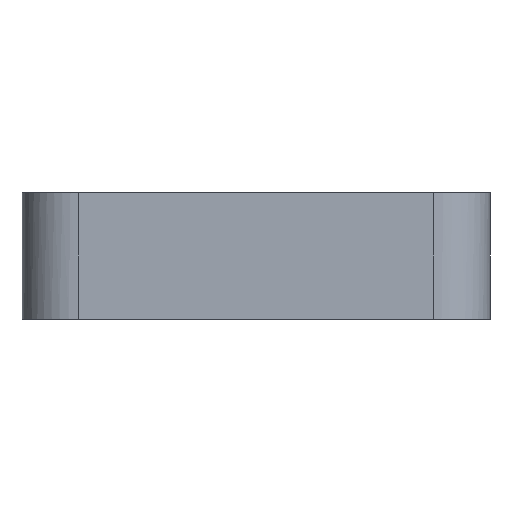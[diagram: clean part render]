
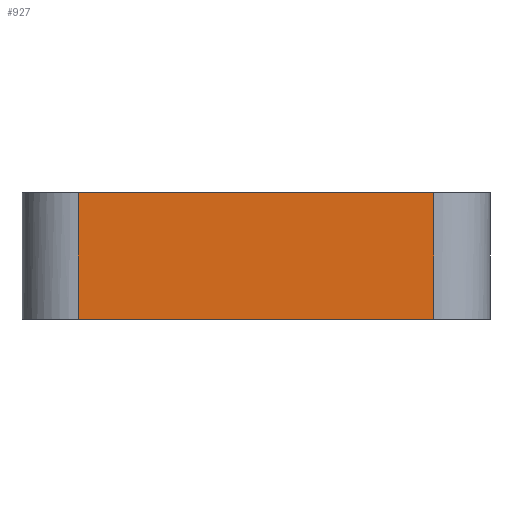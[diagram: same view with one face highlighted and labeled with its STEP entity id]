
A CAD part, left-side view. The second image highlights one B-rep face of the part: STEP entity #927.
In plain terms, the highlighted free-form (B-spline) face has degree [1, 1] with [2, 2] control points.
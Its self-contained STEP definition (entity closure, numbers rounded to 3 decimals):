
#785 = VERTEX_POINT('',#786);
#786 = CARTESIAN_POINT('',(-108.059,66.094,
    41.965));
#792 = EDGE_CURVE('',#785,#793,#795,.T.);
#793 = VERTEX_POINT('',#794);
#794 = CARTESIAN_POINT('',(-108.059,-66.094,
    41.965));
#795 = B_SPLINE_CURVE_WITH_KNOTS('',1,(#796,#797),.UNSPECIFIED.,.F.,.F.,
  (2,2),(17.,143.),.PIECEWISE_BEZIER_KNOTS.);
#796 = CARTESIAN_POINT('',(-108.059,66.094,
    41.965));
#797 = CARTESIAN_POINT('',(-108.059,-66.094,
    41.965));
#927 = ADVANCED_FACE('',(#928),#950,.F.);
#928 = FACE_BOUND('',#929,.T.);
#929 = EDGE_LOOP('',(#930,#939,#944,#945));
#930 = ORIENTED_EDGE('',*,*,#931,.F.);
#931 = EDGE_CURVE('',#932,#934,#936,.T.);
#932 = VERTEX_POINT('',#933);
#933 = CARTESIAN_POINT('',(-108.059,-66.094,
    -5.246));
#934 = VERTEX_POINT('',#935);
#935 = CARTESIAN_POINT('',(-108.059,66.094,
    -5.246));
#936 = B_SPLINE_CURVE_WITH_KNOTS('',1,(#937,#938),.UNSPECIFIED.,.F.,.F.,
  (2,2),(-146.,-20.),.PIECEWISE_BEZIER_KNOTS.);
#937 = CARTESIAN_POINT('',(-108.059,-66.094,
    -5.246));
#938 = CARTESIAN_POINT('',(-108.059,66.094,
    -5.246));
#939 = ORIENTED_EDGE('',*,*,#940,.T.);
#940 = EDGE_CURVE('',#932,#793,#941,.T.);
#941 = B_SPLINE_CURVE_WITH_KNOTS('',1,(#942,#943),.UNSPECIFIED.,.F.,.F.,
  (2,2),(-45.,0.),.PIECEWISE_BEZIER_KNOTS.);
#942 = CARTESIAN_POINT('',(-108.059,-66.094,
    -5.246));
#943 = CARTESIAN_POINT('',(-108.059,-66.094,
    41.965));
#944 = ORIENTED_EDGE('',*,*,#792,.F.);
#945 = ORIENTED_EDGE('',*,*,#946,.T.);
#946 = EDGE_CURVE('',#785,#934,#947,.T.);
#947 = B_SPLINE_CURVE_WITH_KNOTS('',1,(#948,#949),.UNSPECIFIED.,.F.,.F.,
  (2,2),(0.,45.),.PIECEWISE_BEZIER_KNOTS.);
#948 = CARTESIAN_POINT('',(-108.059,66.094,
    41.965));
#949 = CARTESIAN_POINT('',(-108.059,66.094,
    -5.246));
#950 = B_SPLINE_SURFACE_WITH_KNOTS('',1,1,(
    (#951,#952)
    ,(#953,#954
    )),.UNSPECIFIED.,.F.,.F.,.F.,(2,2),(2,2),(-0.,45.),(-143.,-17.),
  .PIECEWISE_BEZIER_KNOTS.);
#951 = CARTESIAN_POINT('',(-108.059,-66.094,
    41.965));
#952 = CARTESIAN_POINT('',(-108.059,66.094,
    41.965));
#953 = CARTESIAN_POINT('',(-108.059,-66.094,
    -5.246));
#954 = CARTESIAN_POINT('',(-108.059,66.094,
    -5.246));
